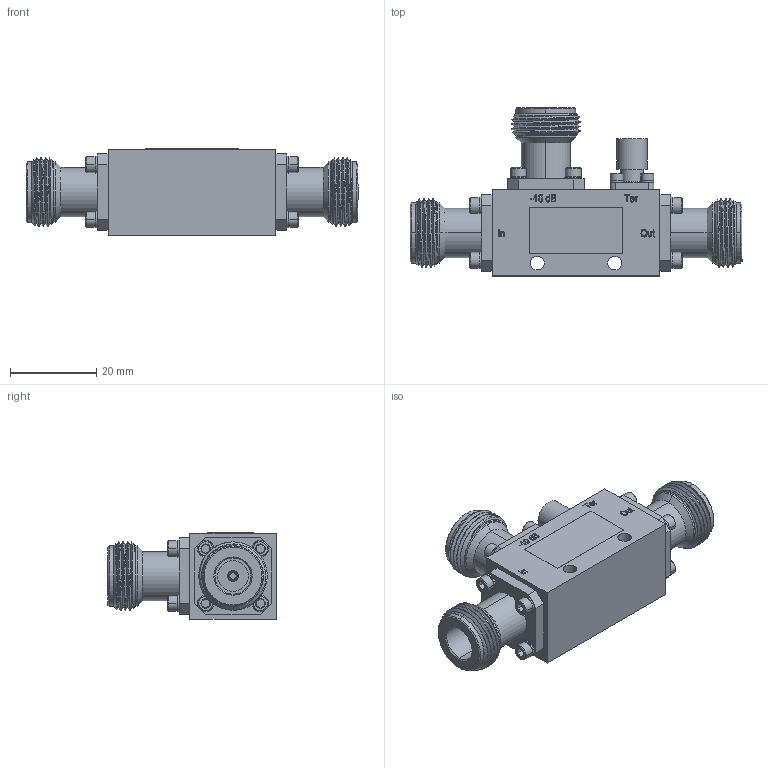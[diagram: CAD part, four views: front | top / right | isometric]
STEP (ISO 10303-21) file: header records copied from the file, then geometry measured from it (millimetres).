
FILE_DESCRIPTION (( 'STEP AP214' ), '1' );
FILE_NAME ('PE2CP1114-10.step', '2020-05-18T18:47:01', ( '' ), ( '' ), 'SwSTEP 2.0', 'SolidWorks 2018', '' );
FILE_SCHEMA (( 'AUTOMOTIVE_DESIGN' ));
Length unit declared in the file: inch
Products named in the file (1): PE2CP1114-10
Bounding box: 77.11 x 39.06 x 20.03 mm (x, y, z)
Volume: 23481.3 mm3; surface area: 9673.4 mm2
Topology: 1 solids, 7 shells, 924 faces, 2212 edges, 1378 vertices
Faces by surface type: plane 385, cylinder 233, cone 221, bspline 83, torus 2
Entity records: 36375 total; most frequent: CARTESIAN_POINT 15942, ORIENTED_EDGE 4424, DIRECTION 3982, EDGE_CURVE 2212, AXIS2_PLACEMENT_3D 1464, VERTEX_POINT 1378, VECTOR 1054, LINE 1054
